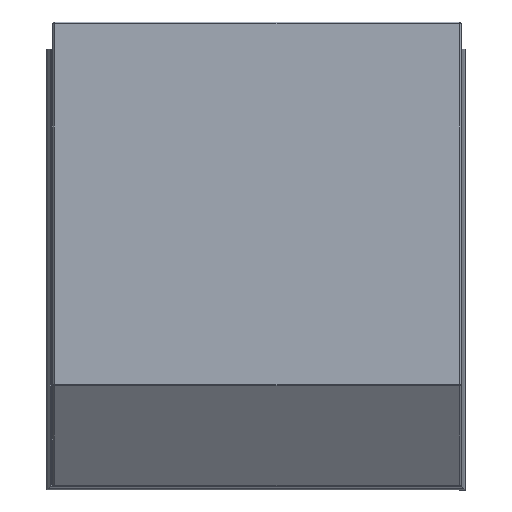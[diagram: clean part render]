
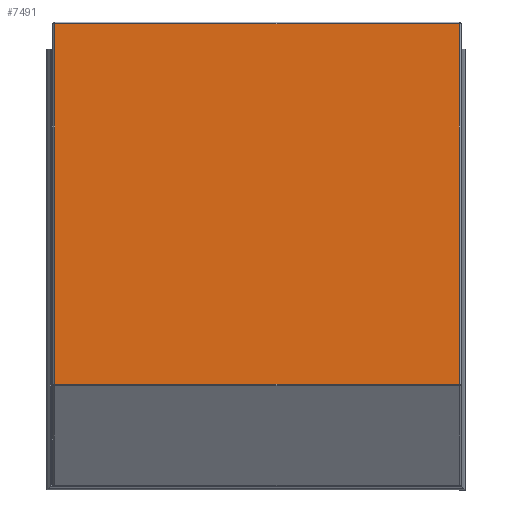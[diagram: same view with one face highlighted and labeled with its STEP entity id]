
A CAD part, front view. The second image highlights one B-rep face of the part: STEP entity #7491.
In plain terms, the highlighted planar face has unit normal (0, -1, 0).
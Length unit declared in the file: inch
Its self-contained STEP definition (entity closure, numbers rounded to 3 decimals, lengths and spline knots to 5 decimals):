
#343=LINE('',#11545,#1176);
#347=LINE('',#11568,#1180);
#359=LINE('',#11606,#1192);
#361=LINE('',#11609,#1194);
#1176=VECTOR('',#9388,0.3937);
#1180=VECTOR('',#9414,0.3937);
#1192=VECTOR('',#9458,0.3937);
#1194=VECTOR('',#9462,0.3937);
#1826=PLANE('',#8224);
#2314=FACE_OUTER_BOUND('',#2764,.T.);
#2764=EDGE_LOOP('',(#5799,#5800,#5801,#5802));
#3590=VERTEX_POINT('',#11533);
#3591=VERTEX_POINT('',#11537);
#3596=VERTEX_POINT('',#11553);
#3599=VERTEX_POINT('',#11560);
#4404=EDGE_CURVE('',#3591,#3590,#343,.T.);
#4415=EDGE_CURVE('',#3599,#3591,#347,.T.);
#4435=EDGE_CURVE('',#3596,#3599,#359,.T.);
#4437=EDGE_CURVE('',#3590,#3596,#361,.T.);
#5799=ORIENTED_EDGE('',*,*,#4404,.F.);
#5800=ORIENTED_EDGE('',*,*,#4415,.F.);
#5801=ORIENTED_EDGE('',*,*,#4435,.F.);
#5802=ORIENTED_EDGE('',*,*,#4437,.F.);
#7491=ADVANCED_FACE('',(#2314),#1826,.T.);
#8224=AXIS2_PLACEMENT_3D('',#11620,#9475,#9476);
#9388=DIRECTION('',(1.,0.,0.));
#9414=DIRECTION('',(0.,0.,1.));
#9458=DIRECTION('',(-1.,0.,0.));
#9462=DIRECTION('',(0.,0.,-1.));
#9475=DIRECTION('center_axis',(0.,-1.,0.));
#9476=DIRECTION('ref_axis',(0.,0.,-1.));
#11533=CARTESIAN_POINT('',(7.,0.,7.96875));
#11537=CARTESIAN_POINT('',(-7.,0.,7.96875));
#11545=CARTESIAN_POINT('',(-3.53125,0.,7.96875));
#11553=CARTESIAN_POINT('',(7.,0.,-4.51125));
#11560=CARTESIAN_POINT('',(-7.,0.,-4.51125));
#11568=CARTESIAN_POINT('',(-7.,0.,-4.01563));
#11606=CARTESIAN_POINT('',(1.76563,0.,-4.51125));
#11609=CARTESIAN_POINT('',(7.,0.,4.01563));
#11620=CARTESIAN_POINT('Origin',(0.,0.,0.));
